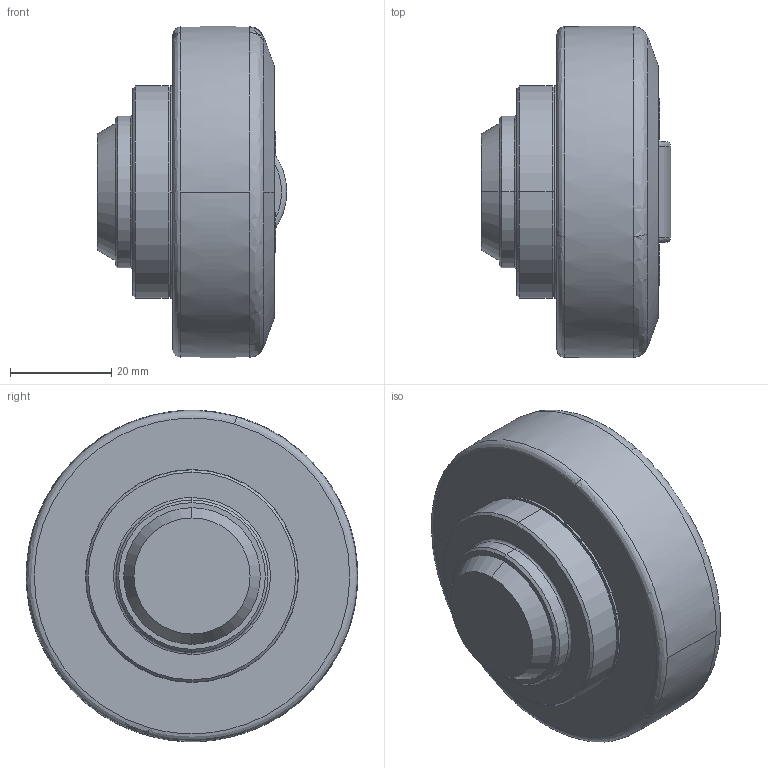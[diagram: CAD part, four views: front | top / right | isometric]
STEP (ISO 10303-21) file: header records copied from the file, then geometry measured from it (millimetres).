
FILE_DESCRIPTION (( 'STEP AP214' ), '1' );
FILE_NAME ('XTR-060.0200-Rollco.step', '2023-04-28T07:41:02', ( '' ), ( '' ), 'SwSTEP 2.0', 'SolidWorks 2010', '' );
FILE_SCHEMA (( 'AUTOMOTIVE_DESIGN' ));
Length unit declared in the file: millimetre
Products named in the file (1): XTR-060.0200-Rollco
Bounding box: 37.42 x 65.5 x 65.48 mm (x, y, z)
Volume: 80735.2 mm3; surface area: 11721.7 mm2
Topology: 1 solids, 1 shells, 62 faces, 145 edges, 94 vertices
Faces by surface type: cone 19, plane 18, cylinder 14, bspline 8, torus 3
Entity records: 2258 total; most frequent: CARTESIAN_POINT 731, DIRECTION 315, ORIENTED_EDGE 290, EDGE_CURVE 145, AXIS2_PLACEMENT_3D 135, VERTEX_POINT 94, CIRCLE 80, EDGE_LOOP 71
